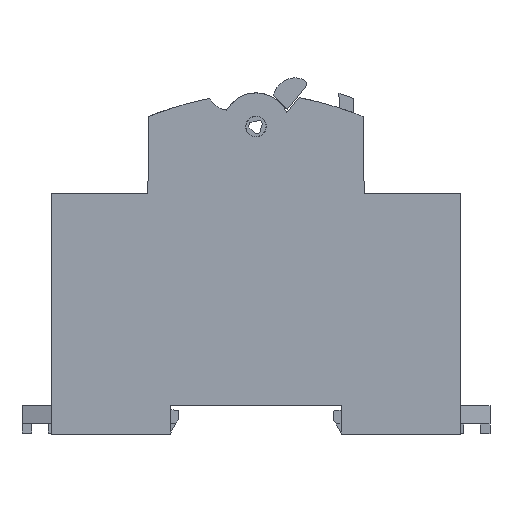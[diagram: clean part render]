
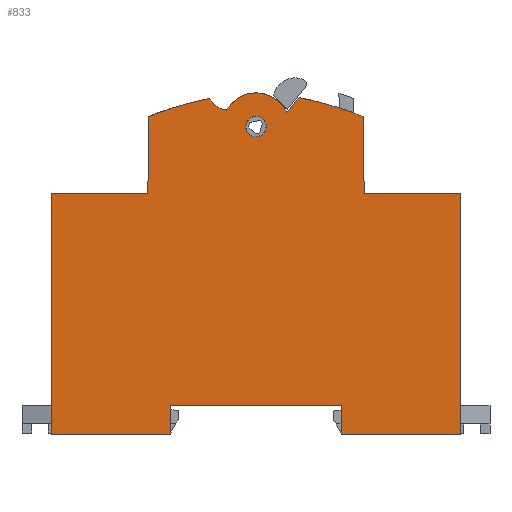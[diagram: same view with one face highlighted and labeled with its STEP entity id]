
A CAD part, left-side view. The second image highlights one B-rep face of the part: STEP entity #833.
In plain terms, the highlighted planar face has unit normal (-1, 0, 0).
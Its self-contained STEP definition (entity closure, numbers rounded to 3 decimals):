
#833=ADVANCED_FACE('',(#2039,#2040),#2041,.F.);
#2039=FACE_OUTER_BOUND('',#4153,.T.);
#2040=FACE_BOUND('',#4154,.T.);
#2041=PLANE('',#4155);
#4153=EDGE_LOOP('',(#7049,#7050,#7051,#7052,#7053,#7054,#7055,#7056,#7057,#7058,#7059,#7060,#7061,#7062,#7063,#7064,#7065,#7066,#7067,#7068));
#4154=EDGE_LOOP('',(#7069,#7070));
#4155=AXIS2_PLACEMENT_3D('',#7071,#7072,#7073);
#7049=ORIENTED_EDGE('',*,*,#11276,.T.);
#7050=ORIENTED_EDGE('',*,*,#10678,.T.);
#7051=ORIENTED_EDGE('',*,*,#11277,.T.);
#7052=ORIENTED_EDGE('',*,*,#11242,.F.);
#7053=ORIENTED_EDGE('',*,*,#11270,.F.);
#7054=ORIENTED_EDGE('',*,*,#11278,.F.);
#7055=ORIENTED_EDGE('',*,*,#11279,.F.);
#7056=ORIENTED_EDGE('',*,*,#11280,.F.);
#7057=ORIENTED_EDGE('',*,*,#11281,.T.);
#7058=ORIENTED_EDGE('',*,*,#11282,.F.);
#7059=ORIENTED_EDGE('',*,*,#11234,.T.);
#7060=ORIENTED_EDGE('',*,*,#11283,.F.);
#7061=ORIENTED_EDGE('',*,*,#11284,.T.);
#7062=ORIENTED_EDGE('',*,*,#10742,.T.);
#7063=ORIENTED_EDGE('',*,*,#11285,.T.);
#7064=ORIENTED_EDGE('',*,*,#11286,.T.);
#7065=ORIENTED_EDGE('',*,*,#11287,.T.);
#7066=ORIENTED_EDGE('',*,*,#10614,.T.);
#7067=ORIENTED_EDGE('',*,*,#11288,.T.);
#7068=ORIENTED_EDGE('',*,*,#10729,.T.);
#7069=ORIENTED_EDGE('',*,*,#10734,.T.);
#7070=ORIENTED_EDGE('',*,*,#11289,.T.);
#7071=CARTESIAN_POINT('',(0.,48.7,64.));
#7072=DIRECTION('',(1.0,0.0,0.0));
#7073=DIRECTION('',(0.0,0.0,-1.0));
#10614=EDGE_CURVE('',#12639,#12643,#12645,.T.);
#10678=EDGE_CURVE('',#12762,#12760,#12763,.T.);
#10729=EDGE_CURVE('',#12855,#12859,#12861,.T.);
#10734=EDGE_CURVE('',#12864,#12868,#12870,.T.);
#10742=EDGE_CURVE('',#12883,#12880,#12884,.T.);
#11234=EDGE_CURVE('',#13597,#13639,#13641,.T.);
#11242=EDGE_CURVE('',#13653,#13654,#13655,.T.);
#11270=EDGE_CURVE('',#13704,#13653,#13706,.T.);
#11276=EDGE_CURVE('',#12859,#12762,#13712,.T.);
#11277=EDGE_CURVE('',#12760,#13654,#13713,.T.);
#11278=EDGE_CURVE('',#13714,#13704,#13715,.T.);
#11279=EDGE_CURVE('',#13716,#13714,#13717,.T.);
#11280=EDGE_CURVE('',#13718,#13716,#13719,.T.);
#11281=EDGE_CURVE('',#13718,#13720,#13721,.T.);
#11282=EDGE_CURVE('',#13597,#13720,#13722,.T.);
#11283=EDGE_CURVE('',#13723,#13639,#13724,.T.);
#11284=EDGE_CURVE('',#13723,#12883,#13725,.T.);
#11285=EDGE_CURVE('',#12880,#13726,#13727,.T.);
#11286=EDGE_CURVE('',#13726,#13728,#13729,.T.);
#11287=EDGE_CURVE('',#13728,#12639,#13730,.T.);
#11288=EDGE_CURVE('',#12643,#12855,#13731,.T.);
#11289=EDGE_CURVE('',#12868,#12864,#13732,.T.);
#12639=VERTEX_POINT('',#15692);
#12643=VERTEX_POINT('',#15697);
#12645=CIRCLE('',#15700,7.);
#12760=VERTEX_POINT('',#15867);
#12762=VERTEX_POINT('',#15870);
#12763=CIRCLE('',#15871,70.0);
#12855=VERTEX_POINT('',#16234);
#12859=VERTEX_POINT('',#16239);
#12861=CIRCLE('',#16242,4.7);
#12864=VERTEX_POINT('',#16245);
#12868=VERTEX_POINT('',#16250);
#12870=CIRCLE('',#16253,2.15);
#12880=VERTEX_POINT('',#16265);
#12883=VERTEX_POINT('',#16269);
#12884=CIRCLE('',#16270,70.0);
#13597=VERTEX_POINT('',#18184);
#13639=VERTEX_POINT('',#18247);
#13641=LINE('',#18250,#18251);
#13653=VERTEX_POINT('',#18269);
#13654=VERTEX_POINT('',#18270);
#13655=LINE('',#18271,#18272);
#13704=VERTEX_POINT('',#18344);
#13706=LINE('',#18347,#18348);
#13712=CIRCLE('',#18358,70.0);
#13713=LINE('',#18359,#18360);
#13714=VERTEX_POINT('',#18361);
#13715=LINE('',#18362,#18363);
#13716=VERTEX_POINT('',#18364);
#13717=LINE('',#18365,#18366);
#13718=VERTEX_POINT('',#18367);
#13719=LINE('',#18368,#18369);
#13720=VERTEX_POINT('',#18370);
#13721=LINE('',#18371,#18372);
#13722=LINE('',#18373,#18374);
#13723=VERTEX_POINT('',#18375);
#13724=LINE('',#18376,#18377);
#13725=LINE('',#18378,#18379);
#13726=VERTEX_POINT('',#18380);
#13727=CIRCLE('',#18381,70.0);
#13728=VERTEX_POINT('',#18382);
#13729=LINE('',#18383,#18384);
#13730=CIRCLE('',#18385,7.);
#13731=CIRCLE('',#18386,4.7);
#13732=CIRCLE('',#18387,2.15);
#15692=CARTESIAN_POINT('',(0.,54.594,67.776));
#15697=CARTESIAN_POINT('',(0.,54.816,67.405));
#15700=AXIS2_PLACEMENT_3D('',#21395,#21396,#21397);
#15867=CARTESIAN_POINT('',(0.,71.06,66.057));
#15870=CARTESIAN_POINT('',(0.,69.486,66.675));
#15871=AXIS2_PLACEMENT_3D('',#21478,#21479,#21480);
#16234=CARTESIAN_POINT('',(0.,58.211,69.568));
#16239=CARTESIAN_POINT('',(0.,58.382,69.863));
#16242=AXIS2_PLACEMENT_3D('',#21513,#21514,#21515);
#16245=CARTESIAN_POINT('',(0.,50.686,63.177));
#16250=CARTESIAN_POINT('',(0.,46.714,64.823));
#16253=AXIS2_PLACEMENT_3D('',#21521,#21522,#21523);
#16265=CARTESIAN_POINT('',(0.,27.939,66.676));
#16269=CARTESIAN_POINT('',(0.,26.34,66.048));
#16270=AXIS2_PLACEMENT_3D('',#21533,#21534,#21535);
#18184=CARTESIAN_POINT('',(0.,6.2,0.));
#18247=CARTESIAN_POINT('',(0.,6.2,50.));
#18250=CARTESIAN_POINT('',(0.,6.2,6.));
#18251=VECTOR('',#22051,1.0);
#18269=CARTESIAN_POINT('',(0.,91.2,50.));
#18270=CARTESIAN_POINT('',(0.,71.2,50.));
#18271=CARTESIAN_POINT('',(0.,8.7,50.));
#18272=VECTOR('',#22058,1.0);
#18344=CARTESIAN_POINT('',(0.,91.2,0.));
#18347=CARTESIAN_POINT('',(0.,91.2,1.));
#18348=VECTOR('',#22089,1.0);
#18358=AXIS2_PLACEMENT_3D('',#22094,#22095,#22096);
#18359=CARTESIAN_POINT('',(0.,71.076,64.195));
#18360=VECTOR('',#22097,1.0);
#18361=CARTESIAN_POINT('',(0.,66.4,0.));
#18362=CARTESIAN_POINT('',(0.,48.7,0.));
#18363=VECTOR('',#22098,1.0);
#18364=CARTESIAN_POINT('',(0.,66.4,6.));
#18365=CARTESIAN_POINT('',(0.,66.4,6.));
#18366=VECTOR('',#22099,1.0);
#18367=CARTESIAN_POINT('',(0.,31.,6.));
#18368=CARTESIAN_POINT('',(0.,66.4,6.));
#18369=VECTOR('',#22100,1.0);
#18370=CARTESIAN_POINT('',(0.,31.,0.));
#18371=CARTESIAN_POINT('',(0.,31.,6.));
#18372=VECTOR('',#22101,1.0);
#18373=CARTESIAN_POINT('',(0.,48.7,0.));
#18374=VECTOR('',#22102,1.0);
#18375=CARTESIAN_POINT('',(0.,26.2,50.));
#18376=CARTESIAN_POINT('',(0.,88.7,50.));
#18377=VECTOR('',#22103,1.0);
#18378=CARTESIAN_POINT('',(0.,26.324,64.195));
#18379=VECTOR('',#22104,1.0);
#18380=CARTESIAN_POINT('',(0.,39.749,70.001));
#18381=AXIS2_PLACEMENT_3D('',#22105,#22106,#22107);
#18382=CARTESIAN_POINT('',(0.,42.304,66.845));
#18383=CARTESIAN_POINT('',(0.,41.9,67.345));
#18384=VECTOR('',#22108,1.0);
#18385=AXIS2_PLACEMENT_3D('',#22109,#22110,#22111);
#18386=AXIS2_PLACEMENT_3D('',#22112,#22113,#22114);
#18387=AXIS2_PLACEMENT_3D('',#22115,#22116,#22117);
#21395=CARTESIAN_POINT('',(0.,48.7,64.));
#21396=DIRECTION('',(-1.0,0.0,0.0));
#21397=DIRECTION('',(0.0,-1.0,0.0));
#21478=CARTESIAN_POINT('',(0.,44.686,1.216));
#21479=DIRECTION('',(-1.0,0.0,0.0));
#21480=DIRECTION('',(0.0,-1.0,0.0));
#21513=CARTESIAN_POINT('',(0.,54.232,72.069));
#21514=DIRECTION('',(1.0,0.0,0.0));
#21515=DIRECTION('',(0.0,-1.0,0.0));
#21521=CARTESIAN_POINT('',(0.,48.7,64.));
#21522=DIRECTION('',(1.0,0.0,0.0));
#21523=DIRECTION('',(0.0,0.924,-0.383));
#21533=CARTESIAN_POINT('',(0.,52.74,1.217));
#21534=DIRECTION('',(-1.0,0.0,0.0));
#21535=DIRECTION('',(0.0,-1.0,0.0));
#22051=DIRECTION('',(0.,0.0,1.0));
#22058=DIRECTION('',(0.0,-1.0,0.0));
#22089=DIRECTION('',(0.,0.,1.0));
#22094=CARTESIAN_POINT('',(0.,44.686,1.216));
#22095=DIRECTION('',(-1.0,0.0,0.0));
#22096=DIRECTION('',(0.0,-1.0,0.0));
#22097=DIRECTION('',(0.0,0.009,-1.));
#22098=DIRECTION('',(0.0,1.0,0.0));
#22099=DIRECTION('',(0.,0.,-1.0));
#22100=DIRECTION('',(0.0,1.0,0.));
#22101=DIRECTION('',(0.,0.,-1.0));
#22102=DIRECTION('',(0.0,1.0,0.0));
#22103=DIRECTION('',(0.0,-1.0,0.0));
#22104=DIRECTION('',(0.0,0.009,1.));
#22105=CARTESIAN_POINT('',(0.,52.74,1.217));
#22106=DIRECTION('',(-1.0,0.0,0.0));
#22107=DIRECTION('',(0.0,-1.0,0.0));
#22108=DIRECTION('',(0.0,0.629,-0.777));
#22109=CARTESIAN_POINT('',(0.,48.7,64.));
#22110=DIRECTION('',(-1.0,0.0,0.0));
#22111=DIRECTION('',(0.0,-1.0,0.0));
#22112=CARTESIAN_POINT('',(0.,54.232,72.069));
#22113=DIRECTION('',(1.0,0.0,0.0));
#22114=DIRECTION('',(0.0,-1.0,0.0));
#22115=CARTESIAN_POINT('',(0.,48.7,64.));
#22116=DIRECTION('',(1.0,0.0,0.0));
#22117=DIRECTION('',(0.0,0.924,-0.383));
